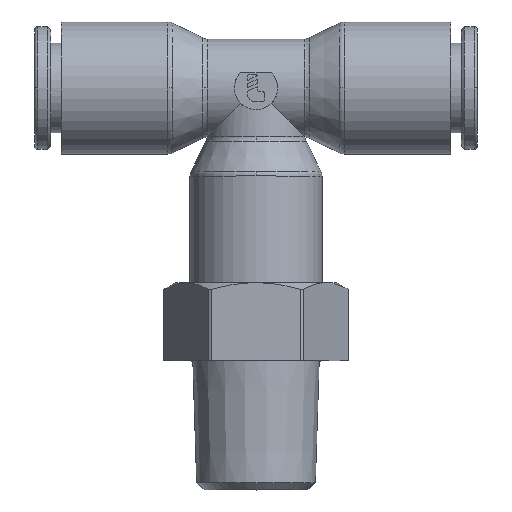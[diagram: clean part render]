
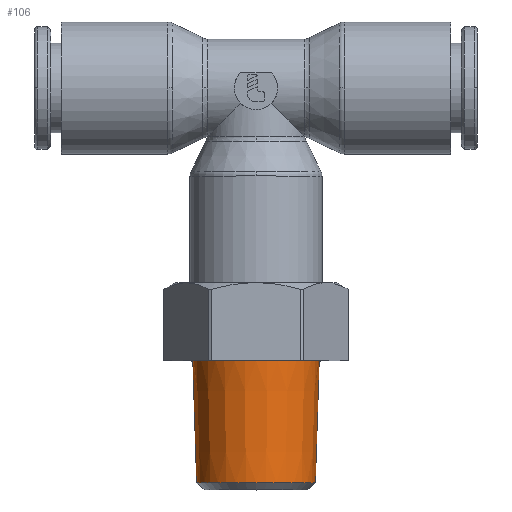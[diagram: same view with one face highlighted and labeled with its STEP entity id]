
A CAD part, top view. The second image highlights one B-rep face of the part: STEP entity #106.
In plain terms, the highlighted conical face has half-angle 1.79 degrees and reference radius 4.942 mm.
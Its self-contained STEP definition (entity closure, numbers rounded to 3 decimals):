
#106=ADVANCED_FACE('',(#280),#281,.T.);
#280=FACE_OUTER_BOUND('',#512,.T.);
#281=CONICAL_SURFACE('',#513,4.942,0.031);
#512=EDGE_LOOP('',(#1112,#1113,#1114,#1115));
#513=AXIS2_PLACEMENT_3D('',#1116,#1117,#1118);
#1112=ORIENTED_EDGE('',*,*,#1627,.T.);
#1113=ORIENTED_EDGE('',*,*,#1730,.F.);
#1114=ORIENTED_EDGE('',*,*,#1629,.T.);
#1115=ORIENTED_EDGE('',*,*,#1728,.T.);
#1116=CARTESIAN_POINT('',(0.0,-26.91,0.0));
#1117=DIRECTION('',(-0.0,1.0,-0.0));
#1118=DIRECTION('',(1.0,0.0,0.0));
#1627=EDGE_CURVE('',#2004,#2005,#2006,.T.);
#1629=EDGE_CURVE('',#2009,#2007,#2010,.T.);
#1728=EDGE_CURVE('',#2007,#2004,#2170,.T.);
#1730=EDGE_CURVE('',#2009,#2005,#2172,.T.);
#2004=VERTEX_POINT('',#2538);
#2005=VERTEX_POINT('',#2539);
#2006=LINE('',#2540,#2541);
#2007=VERTEX_POINT('',#2542);
#2009=VERTEX_POINT('',#2544);
#2010=LINE('',#2545,#2546);
#2170=CIRCLE('',#2889,4.788);
#2172=CIRCLE('',#2891,5.095);
#2538=CARTESIAN_POINT('',(4.788,-31.819,0.0));
#2539=CARTESIAN_POINT('',(5.095,-22.0,0.0));
#2540=CARTESIAN_POINT('',(4.942,-26.91,0.));
#2541=VECTOR('',#3368,1.0);
#2542=CARTESIAN_POINT('',(-4.788,-31.819,0.));
#2544=CARTESIAN_POINT('',(-5.095,-22.0,0.));
#2545=CARTESIAN_POINT('',(-4.942,-26.91,0.));
#2546=VECTOR('',#3372,1.0);
#2889=AXIS2_PLACEMENT_3D('',#3535,#3536,#3537);
#2891=AXIS2_PLACEMENT_3D('',#3541,#3542,#3543);
#3368=DIRECTION('',(0.031,1.,0.));
#3372=DIRECTION('',(0.031,-1.,0.));
#3535=CARTESIAN_POINT('',(0.0,-31.819,0.0));
#3536=DIRECTION('',(-0.0,1.0,0.0));
#3537=DIRECTION('',(1.0,0.0,0.0));
#3541=CARTESIAN_POINT('',(0.0,-22.0,0.0));
#3542=DIRECTION('',(-0.0,1.0,0.0));
#3543=DIRECTION('',(1.0,0.0,0.0));
